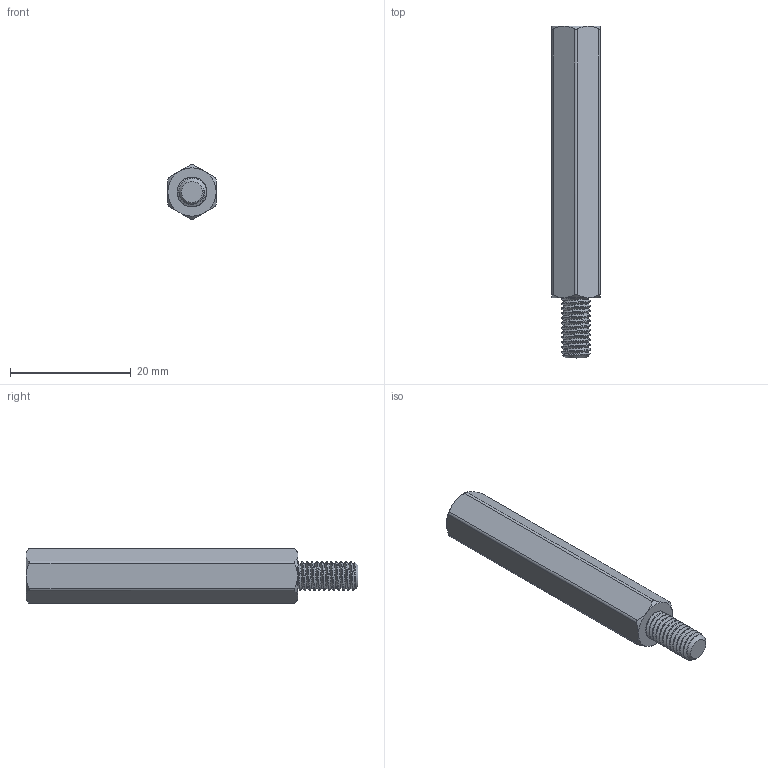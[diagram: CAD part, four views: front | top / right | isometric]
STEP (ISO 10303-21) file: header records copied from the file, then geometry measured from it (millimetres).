
FILE_DESCRIPTION(/* description */ (''),/* implementation_level */ '2;1');
FILE_NAME(/* name */ 'Hex Standoff Post M5 x 45mm.step',/* time_stamp */ '2021-02-07T18:25:02-08:00',/* author */ (''),/* organization */ (''),/* preprocessor_version */ 'ST-DEVELOPER v18.1',/* originating_system */ 'Autodesk Translation Framework v9.7.1.1290',/* authorisation */ '');
FILE_SCHEMA (('AUTOMOTIVE_DESIGN { 1 0 10303 214 3 1 1 }'));
Length unit declared in the file: millimetre
Products named in the file (1): Hex Standoff Post M5 x 45mm
Bounding box: 8 x 55 x 9.08 mm (x, y, z)
Volume: 2474.9 mm3; surface area: 1796.9 mm2
Topology: 1 solids, 1 shells, 86 faces, 234 edges, 152 vertices
Faces by surface type: cylinder 59, cone 13, plane 10, bspline 4
Full cylindrical faces by diameter (mm): 3.99 x4, 4.234 x8, 4.901 x6, 5.12 x2
Entity records: 6254 total; most frequent: CARTESIAN_POINT 4362, ORIENTED_EDGE 468, DIRECTION 270, EDGE_CURVE 234, VERTEX_POINT 152, B_SPLINE_CURVE_WITH_KNOTS 127, AXIS2_PLACEMENT_3D 104, EDGE_LOOP 88
